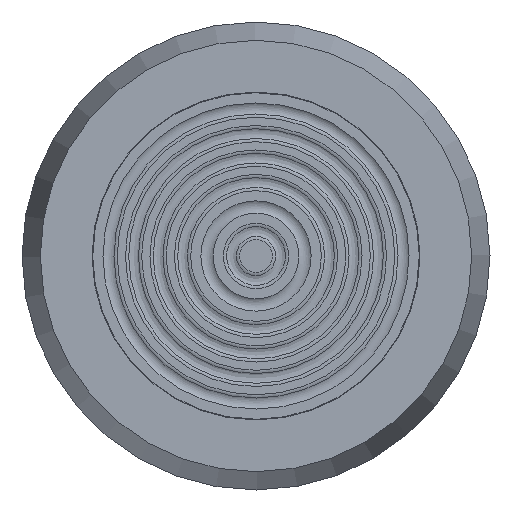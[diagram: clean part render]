
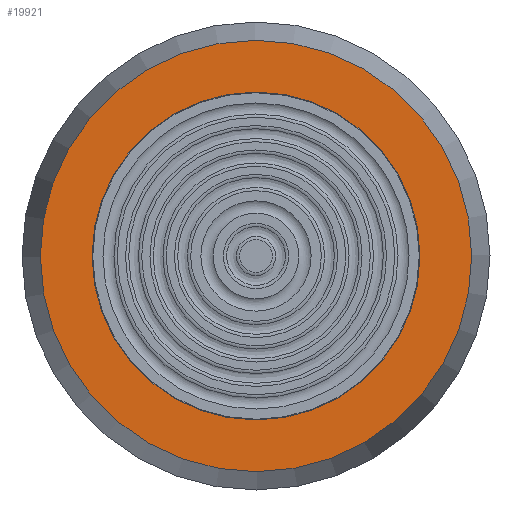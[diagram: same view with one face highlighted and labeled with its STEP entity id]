
A CAD part, left-side view. The second image highlights one B-rep face of the part: STEP entity #19921.
In plain terms, the highlighted planar face has unit normal (-1, 0, 0).
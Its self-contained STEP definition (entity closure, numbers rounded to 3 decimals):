
#267=FACE_BOUND('',#3275,.T.);
#958=PLANE('',#21335);
#2086=FACE_OUTER_BOUND('',#3274,.T.);
#3274=EDGE_LOOP('',(#18307));
#3275=EDGE_LOOP('',(#18308));
#4006=CIRCLE('',#21326,24.);
#4011=CIRCLE('',#21336,31.571);
#9266=VERTEX_POINT('',#63334);
#9268=VERTEX_POINT('',#63347);
#12289=EDGE_CURVE('',#9266,#9266,#4006,.T.);
#12295=EDGE_CURVE('',#9268,#9268,#4011,.T.);
#18307=ORIENTED_EDGE('',*,*,#12295,.F.);
#18308=ORIENTED_EDGE('',*,*,#12289,.T.);
#19921=ADVANCED_FACE('',(#2086,#267),#958,.T.);
#21326=AXIS2_PLACEMENT_3D('',#63335,#24884,#24885);
#21335=AXIS2_PLACEMENT_3D('',#63346,#24903,#24904);
#21336=AXIS2_PLACEMENT_3D('',#63348,#24905,#24906);
#24884=DIRECTION('center_axis',(1.,0.,0.));
#24885=DIRECTION('ref_axis',(0.,1.,0.));
#24903=DIRECTION('center_axis',(-1.,0.,0.));
#24904=DIRECTION('ref_axis',(0.,0.,1.));
#24905=DIRECTION('center_axis',(1.,0.,0.));
#24906=DIRECTION('ref_axis',(0.,0.,-1.));
#63334=CARTESIAN_POINT('',(-31.,-24.,0.));
#63335=CARTESIAN_POINT('Origin',(-31.,0.,0.));
#63346=CARTESIAN_POINT('Origin',(-31.,31.571,0.));
#63347=CARTESIAN_POINT('',(-31.,-31.571,0.));
#63348=CARTESIAN_POINT('Origin',(-31.,0.,0.));
